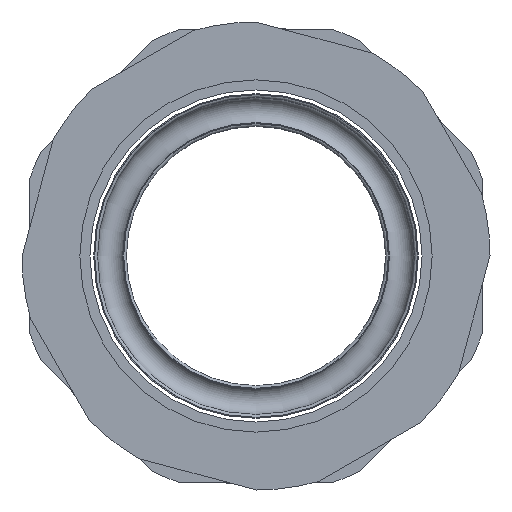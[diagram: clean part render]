
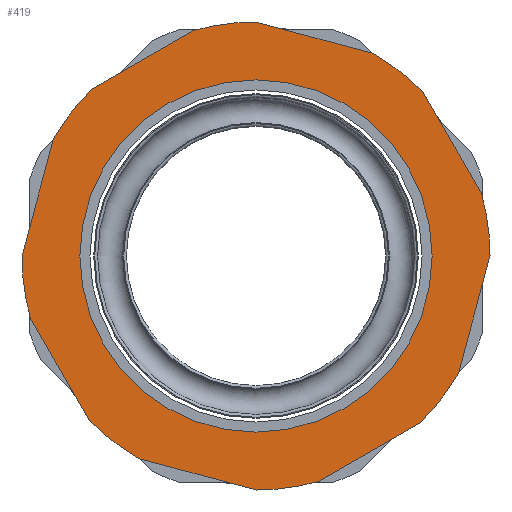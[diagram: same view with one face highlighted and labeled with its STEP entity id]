
A CAD part, front view. The second image highlights one B-rep face of the part: STEP entity #419.
In plain terms, the highlighted planar face has unit normal (0, -1, 0).
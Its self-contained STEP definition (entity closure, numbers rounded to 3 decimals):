
#419=ADVANCED_FACE('',(#1424,#1426),#1428,.T.);
#1424=FACE_BOUND('',#1425,.T.);
#1425=EDGE_LOOP('',(#2229,#2230,#2231,#2232,#2233,#2234,#2235,#2236,#2237,#2238,
#2239,#2240,#2241,#2242,#2243,#2244));
#1426=FACE_BOUND('',#1427,.T.);
#1427=EDGE_LOOP('',(#2245));
#1428=PLANE('',#1429);
#1429=AXIS2_PLACEMENT_3D('',#1430,#1431,#1432);
#1430=CARTESIAN_POINT('',(0.,-31.001,0.));
#1431=DIRECTION('',(0.,-1.,0.));
#1432=DIRECTION('',(-0.5,0.,0.866));
#2229=ORIENTED_EDGE('',*,*,#2700,.T.);
#2230=ORIENTED_EDGE('',*,*,#2675,.T.);
#2231=ORIENTED_EDGE('',*,*,#2701,.T.);
#2232=ORIENTED_EDGE('',*,*,#2697,.T.);
#2233=ORIENTED_EDGE('',*,*,#2702,.T.);
#2234=ORIENTED_EDGE('',*,*,#2693,.T.);
#2235=ORIENTED_EDGE('',*,*,#2703,.T.);
#2236=ORIENTED_EDGE('',*,*,#2689,.T.);
#2237=ORIENTED_EDGE('',*,*,#2704,.T.);
#2238=ORIENTED_EDGE('',*,*,#2685,.T.);
#2239=ORIENTED_EDGE('',*,*,#2705,.T.);
#2240=ORIENTED_EDGE('',*,*,#2681,.T.);
#2241=ORIENTED_EDGE('',*,*,#2706,.T.);
#2242=ORIENTED_EDGE('',*,*,#2677,.T.);
#2243=ORIENTED_EDGE('',*,*,#2707,.T.);
#2244=ORIENTED_EDGE('',*,*,#2669,.T.);
#2245=ORIENTED_EDGE('',*,*,#2708,.F.);
#2669=EDGE_CURVE('',#2976,#2974,#2977,.T.);
#2675=EDGE_CURVE('',#2981,#2986,#2988,.T.);
#2677=EDGE_CURVE('',#2992,#2990,#2993,.T.);
#2681=EDGE_CURVE('',#3000,#2998,#3001,.T.);
#2685=EDGE_CURVE('',#3008,#3006,#3009,.T.);
#2689=EDGE_CURVE('',#3016,#3014,#3017,.T.);
#2693=EDGE_CURVE('',#3024,#3022,#3025,.T.);
#2697=EDGE_CURVE('',#3032,#3030,#3033,.T.);
#2700=EDGE_CURVE('',#2974,#2981,#3037,.T.);
#2701=EDGE_CURVE('',#2986,#3032,#3038,.T.);
#2702=EDGE_CURVE('',#3030,#3024,#3039,.T.);
#2703=EDGE_CURVE('',#3022,#3016,#3040,.T.);
#2704=EDGE_CURVE('',#3014,#3008,#3041,.T.);
#2705=EDGE_CURVE('',#3006,#3000,#3042,.T.);
#2706=EDGE_CURVE('',#2998,#2992,#3043,.T.);
#2707=EDGE_CURVE('',#2990,#2976,#3044,.T.);
#2708=EDGE_CURVE('',#3045,#3045,#3046,.T.);
#2974=VERTEX_POINT('',#3573);
#2976=VERTEX_POINT('',#3577);
#2977=CIRCLE('',#3578,46.5);
#2981=VERTEX_POINT('',#3590);
#2986=VERTEX_POINT('',#3600);
#2988=CIRCLE('',#3604,46.5);
#2990=VERTEX_POINT('',#3609);
#2992=VERTEX_POINT('',#3613);
#2993=CIRCLE('',#3614,46.5);
#2998=VERTEX_POINT('',#3627);
#3000=VERTEX_POINT('',#3631);
#3001=CIRCLE('',#3632,46.5);
#3006=VERTEX_POINT('',#3645);
#3008=VERTEX_POINT('',#3649);
#3009=CIRCLE('',#3650,46.5);
#3014=VERTEX_POINT('',#3663);
#3016=VERTEX_POINT('',#3667);
#3017=CIRCLE('',#3668,46.5);
#3022=VERTEX_POINT('',#3681);
#3024=VERTEX_POINT('',#3685);
#3025=CIRCLE('',#3686,46.5);
#3030=VERTEX_POINT('',#3699);
#3032=VERTEX_POINT('',#3703);
#3033=CIRCLE('',#3704,46.5);
#3037=LINE('',#3716,#3717);
#3038=LINE('',#3719,#3720);
#3039=LINE('',#3722,#3723);
#3040=LINE('',#3725,#3726);
#3041=LINE('',#3728,#3729);
#3042=LINE('',#3731,#3732);
#3043=LINE('',#3734,#3735);
#3044=LINE('',#3737,#3738);
#3045=VERTEX_POINT('',#3740);
#3046=CIRCLE('',#3741,35.);
#3573=CARTESIAN_POINT('',(-12.354,-31.001,44.829));
#3577=CARTESIAN_POINT('',(-0.055,-31.001,46.5));
#3578=AXIS2_PLACEMENT_3D('',#3579,#3580,#3581);
#3579=CARTESIAN_POINT('',(0.,-31.001,0.));
#3580=DIRECTION('',(0.,-1.,0.));
#3581=DIRECTION('',(-0.001,0.,1.));
#3590=CARTESIAN_POINT('',(-32.646,-31.001,33.113));
#3600=CARTESIAN_POINT('',(-40.243,-31.001,23.298));
#3604=AXIS2_PLACEMENT_3D('',#3605,#3606,#3607);
#3605=CARTESIAN_POINT('',(0.,-31.001,0.));
#3606=DIRECTION('',(0.,-1.,0.));
#3607=DIRECTION('',(-0.702,0.,0.712));
#3609=CARTESIAN_POINT('',(23.298,-31.001,40.243));
#3613=CARTESIAN_POINT('',(33.113,-31.001,32.646));
#3614=AXIS2_PLACEMENT_3D('',#3615,#3616,#3617);
#3615=CARTESIAN_POINT('',(0.,-31.001,0.));
#3616=DIRECTION('',(0.,-1.,0.));
#3617=DIRECTION('',(0.712,0.,0.702));
#3627=CARTESIAN_POINT('',(44.829,-31.001,12.354));
#3631=CARTESIAN_POINT('',(46.5,-31.001,0.055));
#3632=AXIS2_PLACEMENT_3D('',#3633,#3634,#3635);
#3633=CARTESIAN_POINT('',(0.,-31.001,0.));
#3634=DIRECTION('',(0.,-1.,0.));
#3635=DIRECTION('',(1.,0.,0.001));
#3645=CARTESIAN_POINT('',(40.243,-31.001,-23.298));
#3649=CARTESIAN_POINT('',(32.646,-31.001,-33.113));
#3650=AXIS2_PLACEMENT_3D('',#3651,#3652,#3653);
#3651=CARTESIAN_POINT('',(0.,-31.001,0.));
#3652=DIRECTION('',(0.,-1.,0.));
#3653=DIRECTION('',(0.702,0.,-0.712));
#3663=CARTESIAN_POINT('',(12.354,-31.001,-44.829));
#3667=CARTESIAN_POINT('',(0.055,-31.001,-46.5));
#3668=AXIS2_PLACEMENT_3D('',#3669,#3670,#3671);
#3669=CARTESIAN_POINT('',(0.,-31.001,0.));
#3670=DIRECTION('',(0.,-1.,0.));
#3671=DIRECTION('',(0.001,0.,-1.));
#3681=CARTESIAN_POINT('',(-23.298,-31.001,-40.243));
#3685=CARTESIAN_POINT('',(-33.113,-31.001,-32.646));
#3686=AXIS2_PLACEMENT_3D('',#3687,#3688,#3689);
#3687=CARTESIAN_POINT('',(0.,-31.001,0.));
#3688=DIRECTION('',(0.,-1.,0.));
#3689=DIRECTION('',(-0.712,0.,-0.702));
#3699=CARTESIAN_POINT('',(-44.829,-31.001,-12.354));
#3703=CARTESIAN_POINT('',(-46.5,-31.001,-0.055));
#3704=AXIS2_PLACEMENT_3D('',#3705,#3706,#3707);
#3705=CARTESIAN_POINT('',(0.,-31.001,0.));
#3706=DIRECTION('',(0.,-1.,0.));
#3707=DIRECTION('',(-1.,0.,-0.001));
#3716=CARTESIAN_POINT('',(-12.354,-31.001,44.829));
#3717=VECTOR('',#3718,1.);
#3718=DIRECTION('',(-0.866,0.,-0.5));
#3719=CARTESIAN_POINT('',(-40.243,-31.001,23.298));
#3720=VECTOR('',#3721,1.);
#3721=DIRECTION('',(-0.259,0.,-0.966));
#3722=CARTESIAN_POINT('',(-44.829,-31.001,-12.354));
#3723=VECTOR('',#3724,1.);
#3724=DIRECTION('',(0.5,0.,-0.866));
#3725=CARTESIAN_POINT('',(-23.298,-31.001,-40.243));
#3726=VECTOR('',#3727,1.);
#3727=DIRECTION('',(0.966,0.,-0.259));
#3728=CARTESIAN_POINT('',(12.354,-31.001,-44.829));
#3729=VECTOR('',#3730,1.);
#3730=DIRECTION('',(0.866,0.,0.5));
#3731=CARTESIAN_POINT('',(40.243,-31.001,-23.298));
#3732=VECTOR('',#3733,1.);
#3733=DIRECTION('',(0.259,0.,0.966));
#3734=CARTESIAN_POINT('',(44.829,-31.001,12.354));
#3735=VECTOR('',#3736,1.);
#3736=DIRECTION('',(-0.5,0.,0.866));
#3737=CARTESIAN_POINT('',(23.298,-31.001,40.243));
#3738=VECTOR('',#3739,1.);
#3739=DIRECTION('',(-0.966,0.,0.259));
#3740=CARTESIAN_POINT('',(-17.5,-31.001,30.311));
#3741=AXIS2_PLACEMENT_3D('',#3742,#3743,#3744);
#3742=CARTESIAN_POINT('',(0.,-31.001,0.));
#3743=DIRECTION('',(0.,-1.,0.));
#3744=DIRECTION('',(-0.5,0.,0.866));
